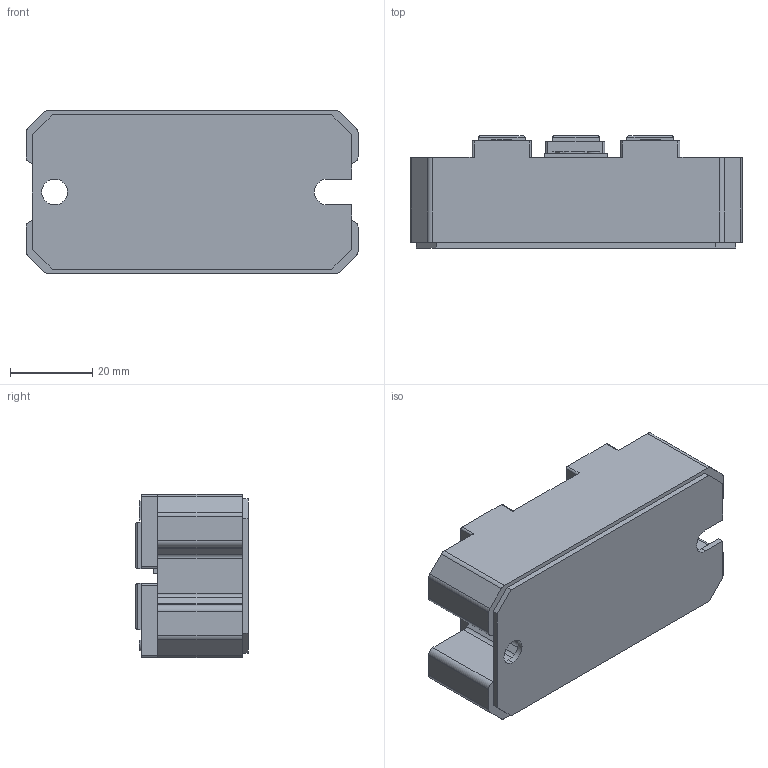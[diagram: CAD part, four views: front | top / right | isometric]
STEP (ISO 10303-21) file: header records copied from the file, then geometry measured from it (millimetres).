
FILE_DESCRIPTION (( 'STEP AP214' ), '1' );
FILE_NAME ('MDS150A1600V.STEP', '2024-07-19T07:35:04', ( '' ), ( '' ), 'SwSTEP 2.0', 'SolidWorks 2021', '' );
FILE_SCHEMA (( 'AUTOMOTIVE_DESIGN' ));
Length unit declared in the file: millimetre
Products named in the file (1): MDS150A1600V
Bounding box: 80.55 x 27.3 x 39.55 mm (x, y, z)
Volume: 66190.7 mm3; surface area: 13875.8 mm2
Topology: 1 solids, 1 shells, 303 faces, 814 edges, 528 vertices
Faces by surface type: plane 150, cylinder 73, bspline 70, torus 10
Entity records: 15073 total; most frequent: CARTESIAN_POINT 4776, ORIENTED_EDGE 1628, DIRECTION 1248, EDGE_CURVE 814, VECTOR 528, LINE 528, VERTEX_POINT 528, AXIS2_PLACEMENT_3D 360
